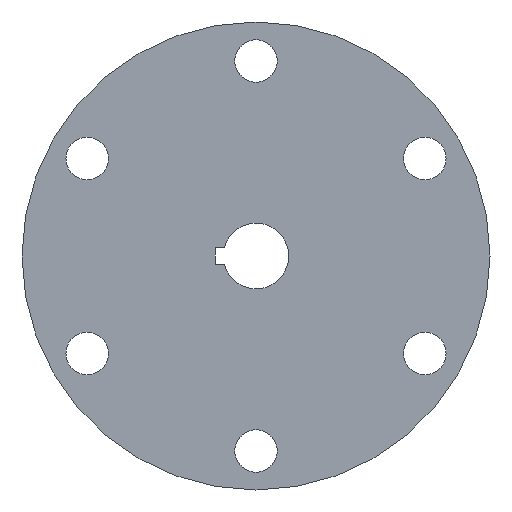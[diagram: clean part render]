
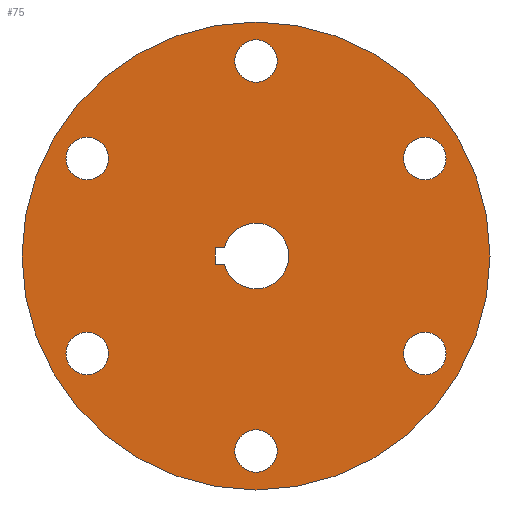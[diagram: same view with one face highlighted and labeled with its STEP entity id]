
A CAD part, left-side view. The second image highlights one B-rep face of the part: STEP entity #75.
In plain terms, the highlighted planar face has unit normal (-1, 0, 0).
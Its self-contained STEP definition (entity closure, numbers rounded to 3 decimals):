
#75 = ADVANCED_FACE( '', ( #91, #92, #93, #94, #95, #96, #97, #98 ), #99, .F. );
#91 = FACE_OUTER_BOUND( '', #144, .T. );
#92 = FACE_BOUND( '', #145, .T. );
#93 = FACE_BOUND( '', #146, .T. );
#94 = FACE_BOUND( '', #147, .T. );
#95 = FACE_BOUND( '', #148, .T. );
#96 = FACE_BOUND( '', #149, .T. );
#97 = FACE_BOUND( '', #150, .T. );
#98 = FACE_BOUND( '', #151, .T. );
#99 = PLANE( '', #152 );
#144 = EDGE_LOOP( '', ( #197 ) );
#145 = EDGE_LOOP( '', ( #198 ) );
#146 = EDGE_LOOP( '', ( #199 ) );
#147 = EDGE_LOOP( '', ( #200 ) );
#148 = EDGE_LOOP( '', ( #201 ) );
#149 = EDGE_LOOP( '', ( #202 ) );
#150 = EDGE_LOOP( '', ( #203 ) );
#151 = EDGE_LOOP( '', ( #204, #205, #206, #207 ) );
#152 = AXIS2_PLACEMENT_3D( '', #208, #209, #210 );
#197 = ORIENTED_EDGE( '', *, *, #298, .T. );
#198 = ORIENTED_EDGE( '', *, *, #299, .T. );
#199 = ORIENTED_EDGE( '', *, *, #300, .T. );
#200 = ORIENTED_EDGE( '', *, *, #301, .T. );
#201 = ORIENTED_EDGE( '', *, *, #302, .T. );
#202 = ORIENTED_EDGE( '', *, *, #303, .T. );
#203 = ORIENTED_EDGE( '', *, *, #304, .T. );
#204 = ORIENTED_EDGE( '', *, *, #305, .F. );
#205 = ORIENTED_EDGE( '', *, *, #306, .T. );
#206 = ORIENTED_EDGE( '', *, *, #307, .T. );
#207 = ORIENTED_EDGE( '', *, *, #308, .T. );
#208 = CARTESIAN_POINT( '', ( -17.607, 0., 28.575 ) );
#209 = DIRECTION( '', ( 1., 0., 0. ) );
#210 = DIRECTION( '', ( 0., 0., -1. ) );
#298 = EDGE_CURVE( '', #326, #326, #327, .T. );
#299 = EDGE_CURVE( '', #328, #328, #329, .T. );
#300 = EDGE_CURVE( '', #330, #330, #331, .T. );
#301 = EDGE_CURVE( '', #332, #332, #333, .T. );
#302 = EDGE_CURVE( '', #334, #334, #335, .T. );
#303 = EDGE_CURVE( '', #336, #336, #337, .T. );
#304 = EDGE_CURVE( '', #338, #338, #339, .T. );
#305 = EDGE_CURVE( '', #340, #341, #342, .F. );
#306 = EDGE_CURVE( '', #340, #343, #344, .T. );
#307 = EDGE_CURVE( '', #343, #345, #346, .T. );
#308 = EDGE_CURVE( '', #345, #341, #347, .T. );
#326 = VERTEX_POINT( '', #378 );
#327 = CIRCLE( '', #379, 28.575 );
#328 = VERTEX_POINT( '', #380 );
#329 = CIRCLE( '', #381, 2.591 );
#330 = VERTEX_POINT( '', #382 );
#331 = CIRCLE( '', #383, 2.591 );
#332 = VERTEX_POINT( '', #384 );
#333 = CIRCLE( '', #385, 2.591 );
#334 = VERTEX_POINT( '', #386 );
#335 = CIRCLE( '', #387, 2.591 );
#336 = VERTEX_POINT( '', #388 );
#337 = CIRCLE( '', #389, 2.591 );
#338 = VERTEX_POINT( '', #390 );
#339 = CIRCLE( '', #391, 2.591 );
#340 = VERTEX_POINT( '', #392 );
#341 = VERTEX_POINT( '', #393 );
#342 = CIRCLE( '', #394, 4.001 );
#343 = VERTEX_POINT( '', #395 );
#344 = LINE( '', #396, #397 );
#345 = VERTEX_POINT( '', #398 );
#346 = LINE( '', #399, #400 );
#347 = LINE( '', #401, #402 );
#378 = CARTESIAN_POINT( '', ( -17.607, 0., 28.575 ) );
#379 = AXIS2_PLACEMENT_3D( '', #440, #441, #442 );
#380 = CARTESIAN_POINT( '', ( -17.607, 0., 21.222 ) );
#381 = AXIS2_PLACEMENT_3D( '', #443, #444, #445 );
#382 = CARTESIAN_POINT( '', ( -17.607, 18.379, 10.611 ) );
#383 = AXIS2_PLACEMENT_3D( '', #446, #447, #448 );
#384 = CARTESIAN_POINT( '', ( -17.607, 18.379, -10.611 ) );
#385 = AXIS2_PLACEMENT_3D( '', #449, #450, #451 );
#386 = CARTESIAN_POINT( '', ( -17.607, 0., -21.222 ) );
#387 = AXIS2_PLACEMENT_3D( '', #452, #453, #454 );
#388 = CARTESIAN_POINT( '', ( -17.607, -18.379, -10.611 ) );
#389 = AXIS2_PLACEMENT_3D( '', #455, #456, #457 );
#390 = CARTESIAN_POINT( '', ( -17.607, -18.379, 10.611 ) );
#391 = AXIS2_PLACEMENT_3D( '', #458, #459, #460 );
#392 = CARTESIAN_POINT( '', ( -17.607, 3.873, -1.003 ) );
#393 = CARTESIAN_POINT( '', ( -17.607, 3.873, 1.003 ) );
#394 = AXIS2_PLACEMENT_3D( '', #461, #462, #463 );
#395 = CARTESIAN_POINT( '', ( -17.607, 5.004, -1.003 ) );
#396 = CARTESIAN_POINT( '', ( -17.607, 0., -1.003 ) );
#397 = VECTOR( '', #464, 1000. );
#398 = CARTESIAN_POINT( '', ( -17.607, 5.004, 1.003 ) );
#399 = CARTESIAN_POINT( '', ( -17.607, 5.004, 28.575 ) );
#400 = VECTOR( '', #465, 1000. );
#401 = CARTESIAN_POINT( '', ( -17.607, 0., 1.003 ) );
#402 = VECTOR( '', #466, 1000. );
#440 = CARTESIAN_POINT( '', ( -17.607, 0., 0. ) );
#441 = DIRECTION( '', ( -1., 0., 0. ) );
#442 = DIRECTION( '', ( 0., 0., 1. ) );
#443 = CARTESIAN_POINT( '', ( -17.607, 0., 23.813 ) );
#444 = DIRECTION( '', ( 1., 0., 0. ) );
#445 = DIRECTION( '', ( 0., 0., -1. ) );
#446 = CARTESIAN_POINT( '', ( -17.607, 20.622, 11.906 ) );
#447 = DIRECTION( '', ( 1., 0., 0. ) );
#448 = DIRECTION( '', ( 0., -0.866, -0.5 ) );
#449 = CARTESIAN_POINT( '', ( -17.607, 20.622, -11.906 ) );
#450 = DIRECTION( '', ( 1., 0., 0. ) );
#451 = DIRECTION( '', ( 0., -0.866, 0.5 ) );
#452 = CARTESIAN_POINT( '', ( -17.607, 0., -23.813 ) );
#453 = DIRECTION( '', ( 1., 0., 0. ) );
#454 = DIRECTION( '', ( 0., 0., 1. ) );
#455 = CARTESIAN_POINT( '', ( -17.607, -20.622, -11.906 ) );
#456 = DIRECTION( '', ( 1., 0., 0. ) );
#457 = DIRECTION( '', ( 0., 0.866, 0.5 ) );
#458 = CARTESIAN_POINT( '', ( -17.607, -20.622, 11.906 ) );
#459 = DIRECTION( '', ( 1., 0., 0. ) );
#460 = DIRECTION( '', ( 0., 0.866, -0.5 ) );
#461 = CARTESIAN_POINT( '', ( -17.607, 0., 0. ) );
#462 = DIRECTION( '', ( 1., 0., 0. ) );
#463 = DIRECTION( '', ( 0., 0., -1. ) );
#464 = DIRECTION( '', ( 0., 1., 0. ) );
#465 = DIRECTION( '', ( 0., 0., 1. ) );
#466 = DIRECTION( '', ( 0., -1., 0. ) );
